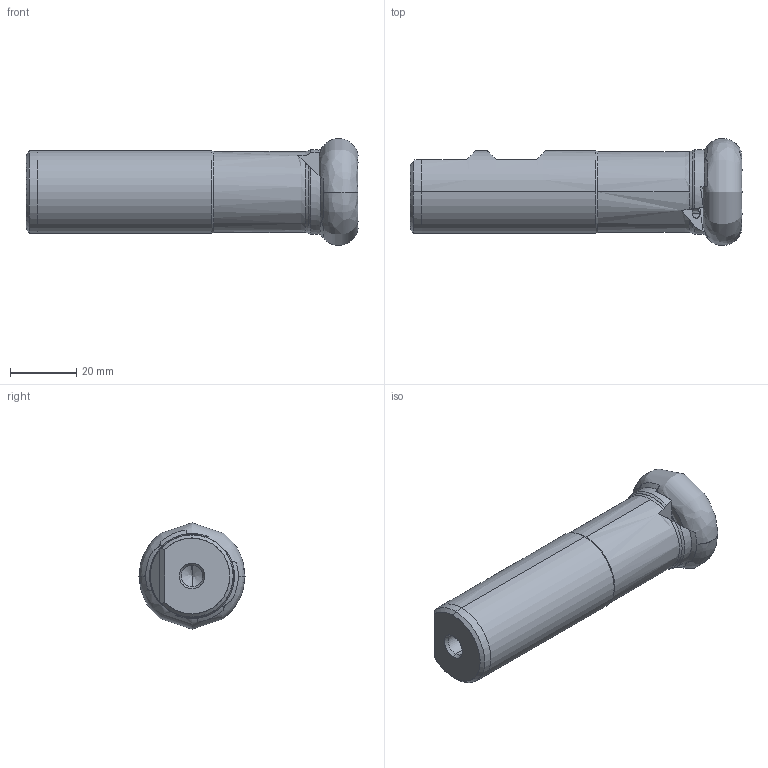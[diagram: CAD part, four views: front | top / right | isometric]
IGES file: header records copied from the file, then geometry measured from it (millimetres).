
Start section: SolidWorks IGES file using analytic representation for surfaces
Global section: file name: 00RN_32_124_2.IGS; native system: SolidWorks 2016; preprocessor: SolidWorks 2016; author: phk; date: 160902.111444; units: millimetre
Bounding box: 99.99 x 31.95 x 31.95 mm (x, y, z)
Surface area: 11516.4 mm2 (no closed solid volume)
Topology: 0 solids, 0 shells, 69 faces, 1329 edges, 1327 vertices
Faces by surface type: revolution 38, bspline 31
